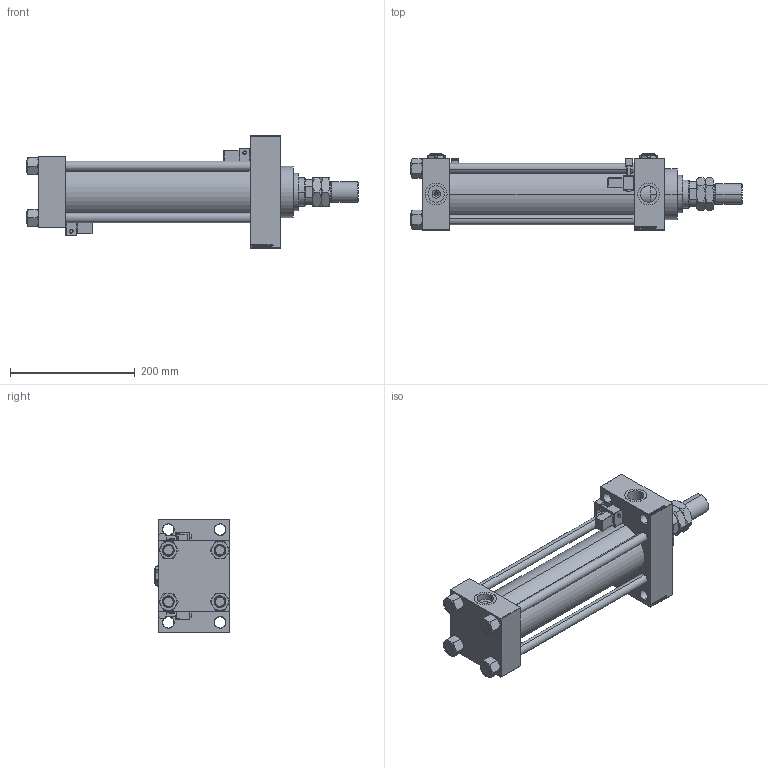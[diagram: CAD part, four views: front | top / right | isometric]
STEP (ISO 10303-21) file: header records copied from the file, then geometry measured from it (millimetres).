
FILE_DESCRIPTION (( 'STEP AP203' ), '1' );
FILE_NAME ('b92c.STEP', '2023-08-23T16:55:28', ( '' ), ( '' ), 'SwSTEP 2.0', 'SolidWorks 2019', '' );
FILE_SCHEMA (( 'CONFIG_CONTROL_DESIGN' ));
Length unit declared in the file: millimetre
Products named in the file (9): NUT_M5_D 8217a938e7f782a9ddbaf1c669ebf3b5; b92c; V215CR_D_Body 8217a938e7f782a9ddbaf1c669ebf3b5; Zatka_pro_OIL_PORT 8217a938e7f782a9ddbaf1c669ebf3b5; V215CR_D_TYCINKA 8217a938e7f782a9ddbaf1c669ebf3b5; V215CR_MSU 8217a938e7f782a9ddbaf1c669ebf3b5; MTA 8217a938e7f782a9ddbaf1c669ebf3b5; V215_VC_A 8217a938e7f782a9ddbaf1c669ebf3b5; V215CR_VCP_D 8217a938e7f782a9ddbaf1c669ebf3b5
Assembly tree (16 placements, depth 2):
  b92c
    V215CR_D_Body 8217a938e7f782a9ddbaf1c669ebf3b5
    V215CR_VCP_D 8217a938e7f782a9ddbaf1c669ebf3b5
    NUT_M5_D 8217a938e7f782a9ddbaf1c669ebf3b5  x4
    V215CR_D_TYCINKA 8217a938e7f782a9ddbaf1c669ebf3b5  x4
    V215_VC_A 8217a938e7f782a9ddbaf1c669ebf3b5
    MTA 8217a938e7f782a9ddbaf1c669ebf3b5
    V215CR_MSU 8217a938e7f782a9ddbaf1c669ebf3b5  x2
    Zatka_pro_OIL_PORT 8217a938e7f782a9ddbaf1c669ebf3b5  x2
Bounding box: 533 x 122 x 180 mm (x, y, z)
Volume: 2851174.1 mm3; surface area: 532978 mm2
Topology: 16 solids, 16 shells, 1455 faces, 3596 edges, 2274 vertices
Faces by surface type: plane 666, bspline 368, cone 212, cylinder 163, sphere 24, torus 22
Entity records: 53671 total; most frequent: CARTESIAN_POINT 26840, ORIENTED_EDGE 5882, DIRECTION 4105, EDGE_CURVE 2941, VERTEX_POINT 1898, VECTOR 1689, LINE 1689, EDGE_LOOP 1323
